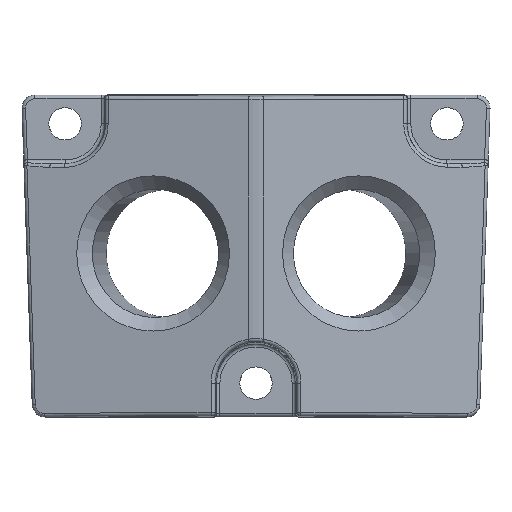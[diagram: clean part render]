
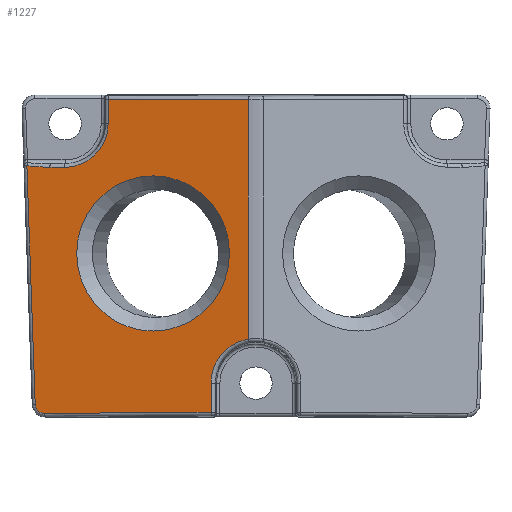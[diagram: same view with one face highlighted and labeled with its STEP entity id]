
A CAD part, front view. The second image highlights one B-rep face of the part: STEP entity #1227.
In plain terms, the highlighted planar face has unit normal (-0.174, -0.985, 0).
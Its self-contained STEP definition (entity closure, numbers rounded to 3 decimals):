
#232=FACE_BOUND('',#2111,.T.);
#233=FACE_BOUND('',#2112,.T.);
#287=ELLIPSE('',#6514,5.759,1.);
#288=ELLIPSE('',#6515,1.33,1.3);
#289=ELLIPSE('',#6516,6.288,6.192);
#290=ELLIPSE('',#6517,6.122,6.029);
#366=PLANE('',#6518);
#701=LINE('',#10141,#1015);
#702=LINE('',#10143,#1016);
#703=LINE('',#10147,#1017);
#704=LINE('',#10149,#1018);
#705=LINE('',#10153,#1019);
#706=LINE('',#10155,#1020);
#707=LINE('',#10157,#1021);
#708=LINE('',#10161,#1022);
#1015=VECTOR('',#7824,1.);
#1016=VECTOR('',#7825,1.);
#1017=VECTOR('',#7828,1.);
#1018=VECTOR('',#7829,1.);
#1019=VECTOR('',#7832,1.);
#1020=VECTOR('',#7833,1.);
#1021=VECTOR('',#7834,1.);
#1022=VECTOR('',#7837,1.);
#1227=ADVANCED_FACE('',(#232,#233),#366,.F.);
#2111=EDGE_LOOP('',(#3501));
#2112=EDGE_LOOP('',(#3502,#3503,#3504,#3505,#3506,#3507,#3508,#3509,#3510,
#3511,#3512,#3513));
#2586=CIRCLE('',#6513,10.768);
#3501=ORIENTED_EDGE('',*,*,#5729,.T.);
#3502=ORIENTED_EDGE('',*,*,#5730,.T.);
#3503=ORIENTED_EDGE('',*,*,#5731,.T.);
#3504=ORIENTED_EDGE('',*,*,#5732,.T.);
#3505=ORIENTED_EDGE('',*,*,#5733,.T.);
#3506=ORIENTED_EDGE('',*,*,#5734,.T.);
#3507=ORIENTED_EDGE('',*,*,#5735,.T.);
#3508=ORIENTED_EDGE('',*,*,#5736,.T.);
#3509=ORIENTED_EDGE('',*,*,#5737,.T.);
#3510=ORIENTED_EDGE('',*,*,#5738,.T.);
#3511=ORIENTED_EDGE('',*,*,#5739,.T.);
#3512=ORIENTED_EDGE('',*,*,#5740,.T.);
#3513=ORIENTED_EDGE('',*,*,#5741,.T.);
#5130=VERTEX_POINT('',#10137);
#5131=VERTEX_POINT('',#10139);
#5132=VERTEX_POINT('',#10140);
#5133=VERTEX_POINT('',#10142);
#5134=VERTEX_POINT('',#10144);
#5135=VERTEX_POINT('',#10146);
#5136=VERTEX_POINT('',#10148);
#5137=VERTEX_POINT('',#10150);
#5138=VERTEX_POINT('',#10152);
#5139=VERTEX_POINT('',#10154);
#5140=VERTEX_POINT('',#10156);
#5141=VERTEX_POINT('',#10158);
#5142=VERTEX_POINT('',#10160);
#5729=EDGE_CURVE('',#5130,#5130,#2586,.T.);
#5730=EDGE_CURVE('',#5131,#5132,#287,.T.);
#5731=EDGE_CURVE('',#5132,#5133,#701,.T.);
#5732=EDGE_CURVE('',#5133,#5134,#702,.T.);
#5733=EDGE_CURVE('',#5134,#5135,#288,.T.);
#5734=EDGE_CURVE('',#5135,#5136,#703,.T.);
#5735=EDGE_CURVE('',#5136,#5137,#704,.T.);
#5736=EDGE_CURVE('',#5137,#5138,#289,.T.);
#5737=EDGE_CURVE('',#5138,#5139,#705,.T.);
#5738=EDGE_CURVE('',#5139,#5140,#706,.T.);
#5739=EDGE_CURVE('',#5140,#5141,#707,.T.);
#5740=EDGE_CURVE('',#5141,#5142,#290,.T.);
#5741=EDGE_CURVE('',#5142,#5131,#708,.T.);
#6513=AXIS2_PLACEMENT_3D('',#10136,#7820,#7821);
#6514=AXIS2_PLACEMENT_3D('',#10138,#7822,#7823);
#6515=AXIS2_PLACEMENT_3D('',#10145,#7826,#7827);
#6516=AXIS2_PLACEMENT_3D('',#10151,#7830,#7831);
#6517=AXIS2_PLACEMENT_3D('',#10159,#7835,#7836);
#6518=AXIS2_PLACEMENT_3D('',#10162,#7838,#7839);
#7820=DIRECTION('',(0.174,0.985,0.));
#7821=DIRECTION('',(-0.985,0.174,0.));
#7822=DIRECTION('',(0.174,0.985,0.));
#7823=DIRECTION('',(-0.985,0.174,0.));
#7824=DIRECTION('',(0.035,-0.006,-0.999));
#7825=DIRECTION('',(0.035,-0.006,-0.999));
#7826=DIRECTION('',(-0.174,-0.985,0.));
#7827=DIRECTION('',(-0.971,0.171,-0.166));
#7828=DIRECTION('',(0.985,-0.174,0.006));
#7829=DIRECTION('',(0.,0.,1.));
#7830=DIRECTION('',(0.174,0.985,0.));
#7831=DIRECTION('',(0.985,-0.174,0.));
#7832=DIRECTION('',(0.,0.,1.));
#7833=DIRECTION('',(-0.985,0.174,0.006));
#7834=DIRECTION('',(0.,0.,-1.));
#7835=DIRECTION('',(0.174,0.985,0.));
#7836=DIRECTION('',(0.985,-0.174,0.));
#7837=DIRECTION('',(-0.985,0.174,0.006));
#7838=DIRECTION('',(0.174,0.985,0.));
#7839=DIRECTION('',(-0.985,0.174,0.));
#10136=CARTESIAN_POINT('',(-14.28,-8.482,0.));
#10137=CARTESIAN_POINT('',(-24.884,-6.612,0.));
#10138=CARTESIAN_POINT('',(-28.399,-5.992,12.983));
#10139=CARTESIAN_POINT('',(-28.597,-5.958,11.983));
#10140=CARTESIAN_POINT('',(-31.801,-5.393,12.183));
#10141=CARTESIAN_POINT('',(-32.247,-5.314,25.027));
#10142=CARTESIAN_POINT('',(-31.235,-5.492,-4.117));
#10143=CARTESIAN_POINT('',(-30.644,-5.597,-20.931));
#10144=CARTESIAN_POINT('',(-30.644,-5.597,-20.942));
#10145=CARTESIAN_POINT('',(-29.336,-5.827,-20.887));
#10146=CARTESIAN_POINT('',(-29.338,-5.827,-22.188));
#10147=CARTESIAN_POINT('',(-5.677,-9.999,-22.042));
#10148=CARTESIAN_POINT('',(-6.241,-9.9,-22.046));
#10149=CARTESIAN_POINT('',(-6.241,-9.9,-18.));
#10150=CARTESIAN_POINT('',(-6.241,-9.9,-18.));
#10151=CARTESIAN_POINT('',(-0.049,-10.991,-18.));
#10152=CARTESIAN_POINT('',(-1.042,-10.816,-11.888));
#10153=CARTESIAN_POINT('',(-1.042,-10.816,25.));
#10154=CARTESIAN_POINT('',(-1.042,-10.816,21.314));
#10155=CARTESIAN_POINT('',(-20.922,-7.311,21.436));
#10156=CARTESIAN_POINT('',(-20.521,-7.382,21.434));
#10157=CARTESIAN_POINT('',(-20.521,-7.382,25.));
#10158=CARTESIAN_POINT('',(-20.521,-7.382,18.));
#10159=CARTESIAN_POINT('',(-26.55,-6.319,18.));
#10160=CARTESIAN_POINT('',(-26.587,-6.312,11.971));
#10161=CARTESIAN_POINT('',(-33.078,-5.168,12.011));
#10162=CARTESIAN_POINT('',(-33.,-5.181,25.));
